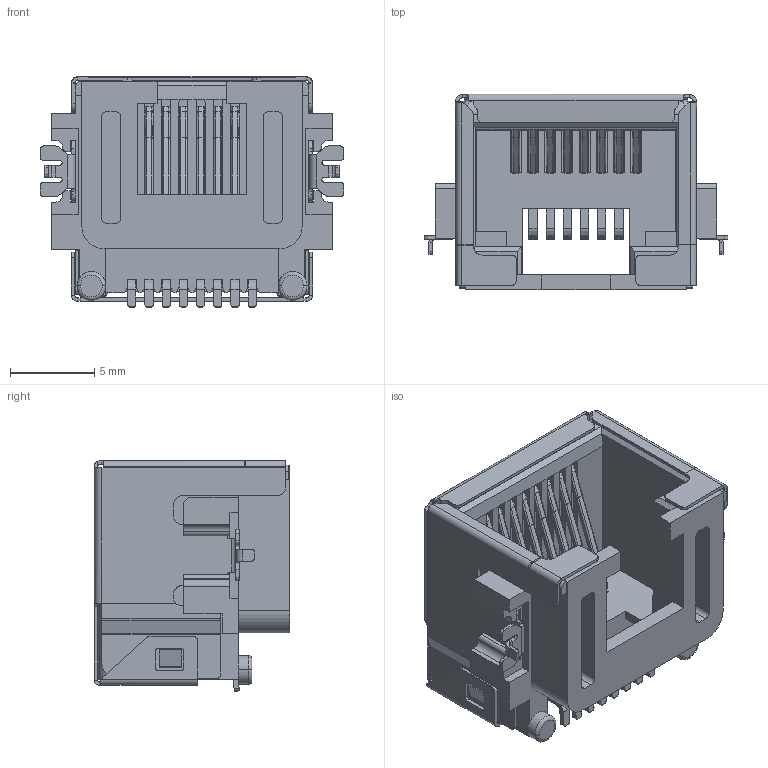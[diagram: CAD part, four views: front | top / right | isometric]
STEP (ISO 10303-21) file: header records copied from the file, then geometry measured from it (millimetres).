
FILE_DESCRIPTION((''),'2;1');
FILE_NAME('KRJ-82A86MMNL','2019-09-29T',('Administrator'),(''),'PRO/ENGINEER BY PARAMETRIC TECHNOLOGY CORPORATION, 2008380','PRO/ENGINEER BY PARAMETRIC TECHNOLOGY CORPORATION, 2008380','');
FILE_SCHEMA(('CONFIG_CONTROL_DESIGN'));
Length unit declared in the file: millimetre
Products named in the file (1): KRJ-82A86MMNL
Bounding box: 18 x 11.6 x 13.66 mm (x, y, z)
Volume: 611.5 mm3; surface area: 2945.1 mm2
Topology: 9 solids, 18 shells, 1346 faces, 3465 edges, 2106 vertices
Faces by surface type: plane 955, cylinder 214, extrusion 119, torus 52, bspline 6
Entity records: 41352 total; most frequent: CARTESIAN_POINT 9346, ORIENTED_EDGE 6804, DIRECTION 6106, EDGE_CURVE 3465, VECTOR 2788, LINE 2669, VERTEX_POINT 2106, AXIS2_PLACEMENT_3D 1659
